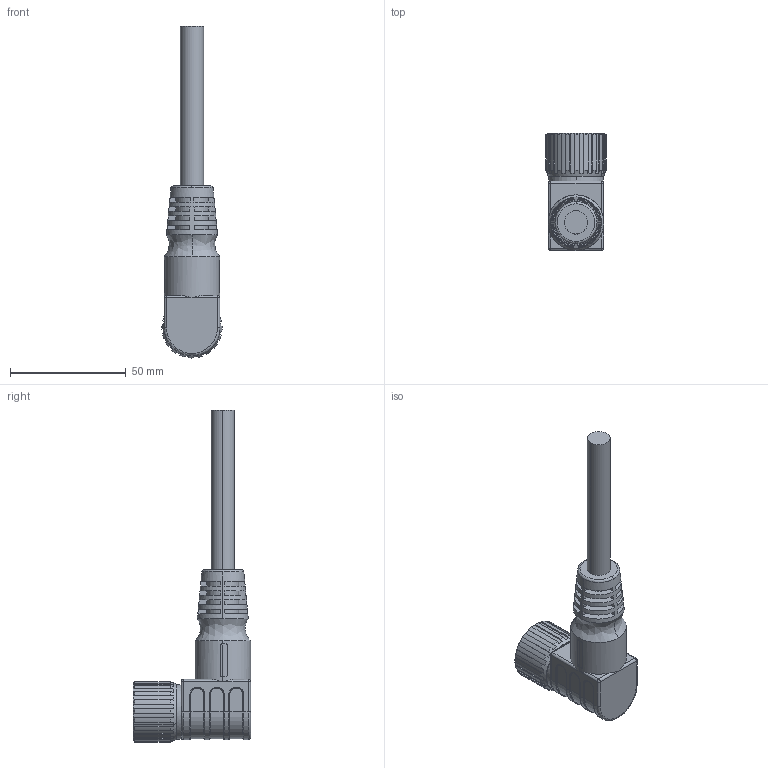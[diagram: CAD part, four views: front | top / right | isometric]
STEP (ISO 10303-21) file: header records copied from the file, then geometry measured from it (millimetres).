
FILE_DESCRIPTION (( 'STEP AP203' ), '1' );
FILE_NAME ('GNLK12-12 M P10.STEP', '2019-05-21T02:08:01', ( 'Windows' ), ( 'Microsoft' ), 'SwSTEP 2.0', 'SolidWorks 2012', '' );
FILE_SCHEMA (( 'CONFIG_CONTROL_DESIGN' ));
Length unit declared in the file: millimetre
Products named in the file (1): GNLK12-12 M P10
Bounding box: 26 x 50.6 x 143.3 mm (x, y, z)
Volume: 44078.9 mm3; surface area: 15162.7 mm2
Topology: 1 solids, 1 shells, 629 faces, 1593 edges, 1022 vertices
Faces by surface type: plane 272, cylinder 188, bspline 117, cone 52
Entity records: 26559 total; most frequent: CARTESIAN_POINT 12034, ORIENTED_EDGE 3178, DIRECTION 2742, EDGE_CURVE 1589, VERTEX_POINT 1022, AXIS2_PLACEMENT_3D 976, VECTOR 790, LINE 790
